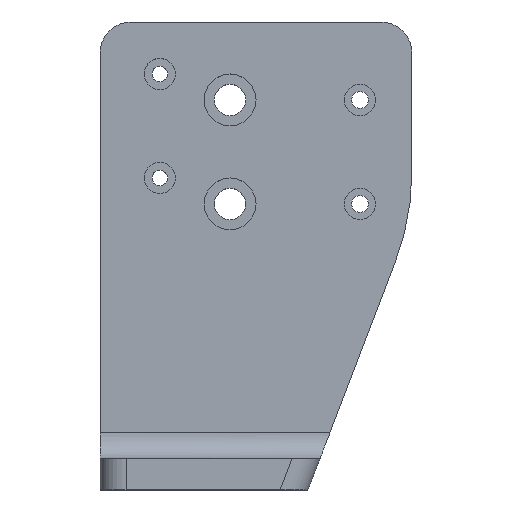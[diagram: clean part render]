
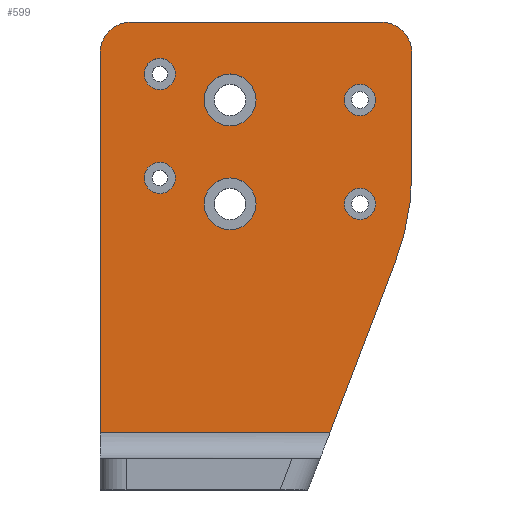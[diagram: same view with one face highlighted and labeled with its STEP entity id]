
A CAD part, top view. The second image highlights one B-rep face of the part: STEP entity #599.
In plain terms, the highlighted planar face has unit normal (0, 0, 1).
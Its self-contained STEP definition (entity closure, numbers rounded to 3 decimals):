
#22=FACE_BOUND('',#111,.T.);
#23=FACE_BOUND('',#112,.T.);
#24=FACE_BOUND('',#113,.T.);
#25=FACE_BOUND('',#114,.T.);
#26=FACE_BOUND('',#115,.T.);
#27=FACE_BOUND('',#116,.T.);
#45=PLANE('',#667);
#70=FACE_OUTER_BOUND('',#110,.T.);
#110=EDGE_LOOP('',(#462,#463,#464,#465,#466,#467,#468,#469));
#111=EDGE_LOOP('',(#470));
#112=EDGE_LOOP('',(#471));
#113=EDGE_LOOP('',(#472));
#114=EDGE_LOOP('',(#473));
#115=EDGE_LOOP('',(#474));
#116=EDGE_LOOP('',(#475));
#161=LINE('',#965,#202);
#165=LINE('',#974,#206);
#168=LINE('',#988,#209);
#169=LINE('',#992,#210);
#170=LINE('',#996,#211);
#202=VECTOR('',#775,10.);
#206=VECTOR('',#783,10.);
#209=VECTOR('',#800,10.);
#210=VECTOR('',#803,10.);
#211=VECTOR('',#806,10.);
#230=CIRCLE('',#635,3.);
#233=CIRCLE('',#640,3.);
#245=CIRCLE('',#668,50.);
#246=CIRCLE('',#669,6.);
#247=CIRCLE('',#670,6.);
#248=CIRCLE('',#671,3.);
#249=CIRCLE('',#672,5.);
#250=CIRCLE('',#673,3.);
#251=CIRCLE('',#674,5.);
#267=VERTEX_POINT('',#907);
#270=VERTEX_POINT('',#916);
#286=VERTEX_POINT('',#962);
#287=VERTEX_POINT('',#964);
#290=VERTEX_POINT('',#972);
#294=VERTEX_POINT('',#987);
#295=VERTEX_POINT('',#989);
#296=VERTEX_POINT('',#991);
#297=VERTEX_POINT('',#993);
#298=VERTEX_POINT('',#995);
#299=VERTEX_POINT('',#998);
#300=VERTEX_POINT('',#1000);
#301=VERTEX_POINT('',#1002);
#302=VERTEX_POINT('',#1004);
#321=EDGE_CURVE('',#267,#267,#230,.T.);
#325=EDGE_CURVE('',#270,#270,#233,.T.);
#348=EDGE_CURVE('',#287,#286,#161,.T.);
#353=EDGE_CURVE('',#290,#286,#165,.T.);
#359=EDGE_CURVE('',#294,#290,#168,.T.);
#360=EDGE_CURVE('',#294,#295,#245,.T.);
#361=EDGE_CURVE('',#295,#296,#169,.T.);
#362=EDGE_CURVE('',#296,#297,#246,.T.);
#363=EDGE_CURVE('',#297,#298,#170,.T.);
#364=EDGE_CURVE('',#298,#287,#247,.T.);
#365=EDGE_CURVE('',#299,#299,#248,.T.);
#366=EDGE_CURVE('',#300,#300,#249,.T.);
#367=EDGE_CURVE('',#301,#301,#250,.T.);
#368=EDGE_CURVE('',#302,#302,#251,.T.);
#462=ORIENTED_EDGE('',*,*,#353,.F.);
#463=ORIENTED_EDGE('',*,*,#359,.F.);
#464=ORIENTED_EDGE('',*,*,#360,.T.);
#465=ORIENTED_EDGE('',*,*,#361,.T.);
#466=ORIENTED_EDGE('',*,*,#362,.T.);
#467=ORIENTED_EDGE('',*,*,#363,.T.);
#468=ORIENTED_EDGE('',*,*,#364,.T.);
#469=ORIENTED_EDGE('',*,*,#348,.T.);
#470=ORIENTED_EDGE('',*,*,#321,.T.);
#471=ORIENTED_EDGE('',*,*,#325,.T.);
#472=ORIENTED_EDGE('',*,*,#365,.T.);
#473=ORIENTED_EDGE('',*,*,#366,.T.);
#474=ORIENTED_EDGE('',*,*,#367,.T.);
#475=ORIENTED_EDGE('',*,*,#368,.T.);
#599=ADVANCED_FACE('',(#70,#22,#23,#24,#25,#26,#27),#45,.T.);
#635=AXIS2_PLACEMENT_3D('',#908,#714,#715);
#640=AXIS2_PLACEMENT_3D('',#917,#725,#726);
#667=AXIS2_PLACEMENT_3D('',#986,#798,#799);
#668=AXIS2_PLACEMENT_3D('',#990,#801,#802);
#669=AXIS2_PLACEMENT_3D('',#994,#804,#805);
#670=AXIS2_PLACEMENT_3D('',#997,#807,#808);
#671=AXIS2_PLACEMENT_3D('',#999,#809,#810);
#672=AXIS2_PLACEMENT_3D('',#1001,#811,#812);
#673=AXIS2_PLACEMENT_3D('',#1003,#813,#814);
#674=AXIS2_PLACEMENT_3D('',#1005,#815,#816);
#714=DIRECTION('center_axis',(0.,0.,-1.));
#715=DIRECTION('ref_axis',(1.,0.,0.));
#725=DIRECTION('center_axis',(0.,0.,-1.));
#726=DIRECTION('ref_axis',(1.,0.,0.));
#775=DIRECTION('',(0.,-1.,0.));
#783=DIRECTION('',(-1.,0.,0.));
#798=DIRECTION('center_axis',(0.,0.,1.));
#799=DIRECTION('ref_axis',(1.,0.,0.));
#800=DIRECTION('',(-0.358,-0.934,0.));
#801=DIRECTION('center_axis',(0.,0.,1.));
#802=DIRECTION('ref_axis',(0.934,-0.358,0.));
#803=DIRECTION('',(0.,1.,0.));
#804=DIRECTION('center_axis',(0.,0.,1.));
#805=DIRECTION('ref_axis',(1.,0.,0.));
#806=DIRECTION('',(-1.,0.,0.));
#807=DIRECTION('center_axis',(0.,0.,1.));
#808=DIRECTION('ref_axis',(0.,1.,0.));
#809=DIRECTION('center_axis',(0.,0.,-1.));
#810=DIRECTION('ref_axis',(1.,0.,0.));
#811=DIRECTION('center_axis',(0.,0.,-1.));
#812=DIRECTION('ref_axis',(1.,0.,0.));
#813=DIRECTION('center_axis',(0.,0.,-1.));
#814=DIRECTION('ref_axis',(1.,0.,0.));
#815=DIRECTION('center_axis',(0.,0.,-1.));
#816=DIRECTION('ref_axis',(1.,0.,0.));
#907=CARTESIAN_POINT('',(-71.9,15.,565.999));
#908=CARTESIAN_POINT('Origin',(-68.9,15.,565.999));
#916=CARTESIAN_POINT('',(-71.9,-5.,565.999));
#917=CARTESIAN_POINT('Origin',(-68.9,-5.,565.999));
#962=CARTESIAN_POINT('',(-80.4,-54.,565.999));
#964=CARTESIAN_POINT('',(-80.4,19.,565.999));
#965=CARTESIAN_POINT('',(-80.4,-59.,565.999));
#972=CARTESIAN_POINT('',(-36.182,-54.,565.999));
#974=CARTESIAN_POINT('',(-44.25,-54.,565.999));
#986=CARTESIAN_POINT('Origin',(-50.4,-20.,565.999));
#987=CARTESIAN_POINT('',(-23.714,-21.484,565.999));
#988=CARTESIAN_POINT('',(-38.923,-61.148,565.999));
#989=CARTESIAN_POINT('',(-20.4,-3.583,565.999));
#990=CARTESIAN_POINT('Origin',(-70.4,-3.583,565.999));
#991=CARTESIAN_POINT('',(-20.4,19.,565.999));
#992=CARTESIAN_POINT('',(-20.4,19.,565.999));
#993=CARTESIAN_POINT('',(-26.4,25.,565.999));
#994=CARTESIAN_POINT('Origin',(-26.4,19.,565.999));
#995=CARTESIAN_POINT('',(-74.4,25.,565.999));
#996=CARTESIAN_POINT('',(-74.4,25.,565.999));
#997=CARTESIAN_POINT('Origin',(-74.4,19.,565.999));
#998=CARTESIAN_POINT('',(-33.4,-10.,565.999));
#999=CARTESIAN_POINT('Origin',(-30.4,-10.,565.999));
#1000=CARTESIAN_POINT('',(-60.4,10.,565.999));
#1001=CARTESIAN_POINT('Origin',(-55.4,10.,565.999));
#1002=CARTESIAN_POINT('',(-33.4,10.,565.999));
#1003=CARTESIAN_POINT('Origin',(-30.4,10.,565.999));
#1004=CARTESIAN_POINT('',(-60.4,-10.,565.999));
#1005=CARTESIAN_POINT('Origin',(-55.4,-10.,565.999));
